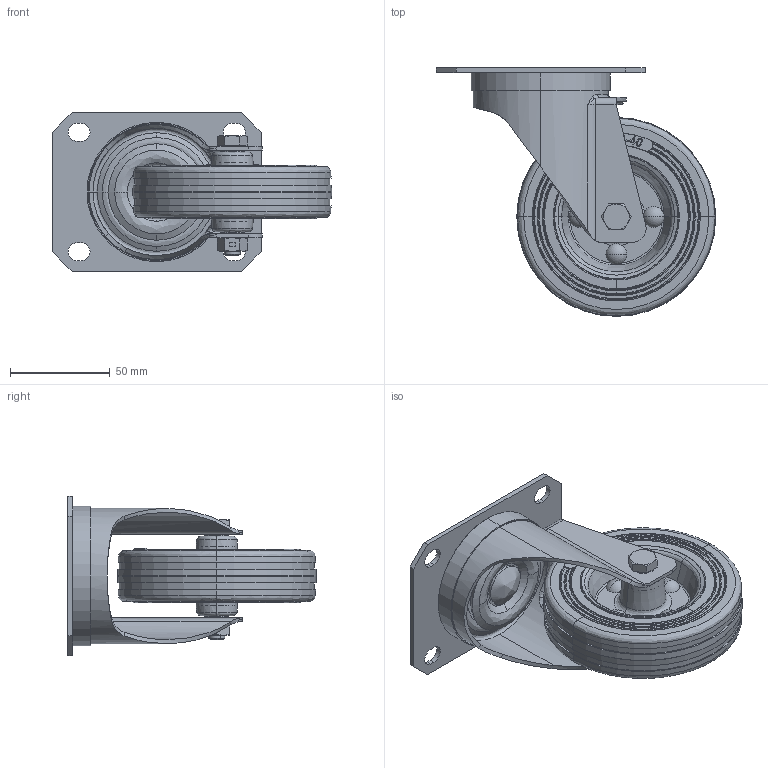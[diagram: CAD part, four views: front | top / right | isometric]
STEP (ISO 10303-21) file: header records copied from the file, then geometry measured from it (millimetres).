
FILE_DESCRIPTION (( 'STEP AP214' ), '1' );
FILE_NAME ('0029347_L-IS-SGS-100-R-3-grau.STEP', '2016-10-18T12:36:12', ( '' ), ( '' ), 'SwSTEP 2.0', 'SolidWorks 2016', '' );
FILE_SCHEMA (( 'AUTOMOTIVE_DESIGN' ));
Length unit declared in the file: millimetre
Products named in the file (1): 0029347_L-IS-SGS-100-R-3-grau
Bounding box: 140.5 x 125 x 80 mm (x, y, z)
Surface area: 93189.1 mm2 (no closed solid volume)
Topology: 0 solids, 31 shells, 854 faces, 2216 edges, 1412 vertices
Faces by surface type: plane 379, bspline 200, cone 127, cylinder 122, torus 26
Entity records: 42383 total; most frequent: CARTESIAN_POINT 12943, ORIENTED_EDGE 4259, DIRECTION 3946, EDGE_CURVE 2194, VERTEX_POINT 1412, AXIS2_PLACEMENT_3D 1381, VECTOR 1184, LINE 1184
